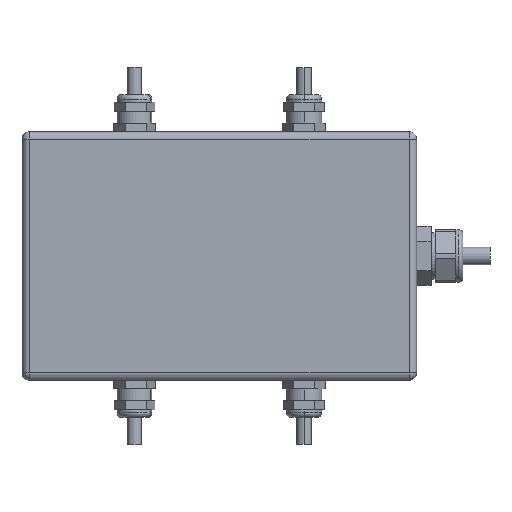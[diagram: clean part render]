
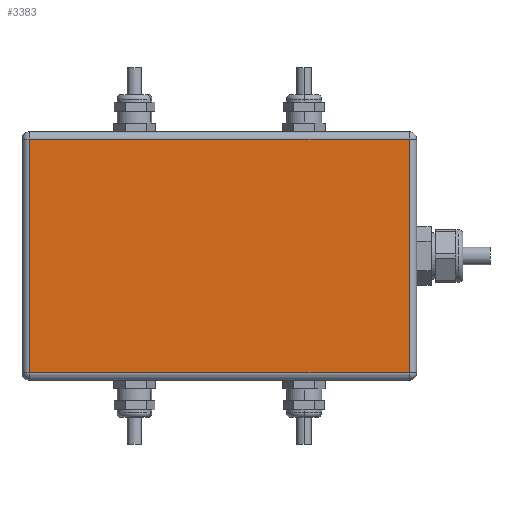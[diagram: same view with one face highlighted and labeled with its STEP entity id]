
A CAD part, front view. The second image highlights one B-rep face of the part: STEP entity #3383.
In plain terms, the highlighted planar face has unit normal (0, -1, 0).
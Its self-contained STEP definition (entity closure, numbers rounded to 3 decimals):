
#125 = VERTEX_POINT ( 'NONE', #1810 ) ;
#126 = CARTESIAN_POINT ( 'NONE',  ( -65.818, -7.415, 95. ) ) ;
#208 = DIRECTION ( 'NONE',  ( 0., 0., 1. ) ) ;
#269 = DIRECTION ( 'NONE',  ( 0., 1., 0. ) ) ;
#492 = ORIENTED_EDGE ( 'NONE', *, *, #2494, .T. ) ;
#682 = EDGE_CURVE ( 'NONE', #125, #1464, #3811, .T. ) ;
#850 = AXIS2_PLACEMENT_3D ( 'NONE', #4608, #269, #3029 ) ;
#923 = LINE ( 'NONE', #2326, #1855 ) ;
#1045 = PLANE ( 'NONE',  #850 ) ;
#1245 = VECTOR ( 'NONE', #4591, 1000. ) ;
#1464 = VERTEX_POINT ( 'NONE', #4762 ) ;
#1810 = CARTESIAN_POINT ( 'NONE',  ( 64.182, -7.415, 95. ) ) ;
#1813 = EDGE_CURVE ( 'NONE', #2831, #3739, #4195, .T. ) ;
#1855 = VECTOR ( 'NONE', #5108, 1000. ) ;
#1927 = CARTESIAN_POINT ( 'NONE',  ( -65.818, -7.415, 175. ) ) ;
#2326 = CARTESIAN_POINT ( 'NONE',  ( 64.182, -7.415, 95. ) ) ;
#2494 = EDGE_CURVE ( 'NONE', #3739, #125, #923, .T. ) ;
#2629 = CARTESIAN_POINT ( 'NONE',  ( -65.818, -7.415, 175. ) ) ;
#2754 = VECTOR ( 'NONE', #208, 1000. ) ;
#2831 = VERTEX_POINT ( 'NONE', #2629 ) ;
#3029 = DIRECTION ( 'NONE',  ( 0., 0., 1. ) ) ;
#3151 = VECTOR ( 'NONE', #4689, 1000. ) ;
#3216 = FACE_OUTER_BOUND ( 'NONE', #4065, .T. ) ;
#3236 = CARTESIAN_POINT ( 'NONE',  ( 64.182, -7.415, 175. ) ) ;
#3361 = EDGE_CURVE ( 'NONE', #1464, #2831, #4390, .T. ) ;
#3383 = ADVANCED_FACE ( 'NONE', ( #3216 ), #1045, .F. ) ;
#3727 = ORIENTED_EDGE ( 'NONE', *, *, #682, .T. ) ;
#3739 = VERTEX_POINT ( 'NONE', #126 ) ;
#3811 = LINE ( 'NONE', #3236, #2754 ) ;
#4065 = EDGE_LOOP ( 'NONE', ( #3727, #4734, #4653, #492 ) ) ;
#4173 = CARTESIAN_POINT ( 'NONE',  ( 64.182, -7.415, 175. ) ) ;
#4195 = LINE ( 'NONE', #1927, #3151 ) ;
#4390 = LINE ( 'NONE', #4173, #1245 ) ;
#4591 = DIRECTION ( 'NONE',  ( -1., 0., 0. ) ) ;
#4608 = CARTESIAN_POINT ( 'NONE',  ( 64.182, -7.415, 175. ) ) ;
#4653 = ORIENTED_EDGE ( 'NONE', *, *, #1813, .T. ) ;
#4689 = DIRECTION ( 'NONE',  ( 0., 0., -1. ) ) ;
#4734 = ORIENTED_EDGE ( 'NONE', *, *, #3361, .T. ) ;
#4762 = CARTESIAN_POINT ( 'NONE',  ( 64.182, -7.415, 175. ) ) ;
#5108 = DIRECTION ( 'NONE',  ( 1., 0., 0. ) ) ;
